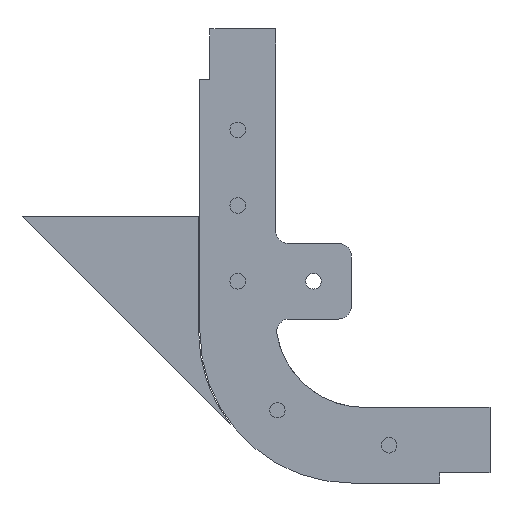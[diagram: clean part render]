
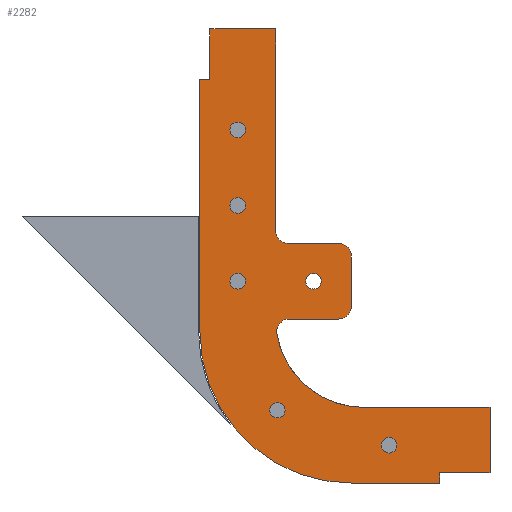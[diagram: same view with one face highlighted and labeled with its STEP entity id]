
A CAD part, front view. The second image highlights one B-rep face of the part: STEP entity #2282.
In plain terms, the highlighted planar face has unit normal (0, -1, 0).
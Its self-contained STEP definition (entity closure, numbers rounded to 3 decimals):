
#156=FACE_BOUND('',#333,.T.);
#157=FACE_BOUND('',#334,.T.);
#158=FACE_BOUND('',#335,.T.);
#159=FACE_BOUND('',#336,.T.);
#160=FACE_BOUND('',#337,.T.);
#161=FACE_BOUND('',#338,.T.);
#181=FACE_OUTER_BOUND('',#332,.T.);
#332=EDGE_LOOP('',(#1611,#1612,#1613,#1614,#1615,#1616,#1617,#1618,#1619,
#1620,#1621,#1622,#1623,#1624,#1625,#1626,#1627,#1628,#1629));
#333=EDGE_LOOP('',(#1630));
#334=EDGE_LOOP('',(#1631));
#335=EDGE_LOOP('',(#1632));
#336=EDGE_LOOP('',(#1633));
#337=EDGE_LOOP('',(#1634));
#338=EDGE_LOOP('',(#1635));
#484=CIRCLE('',#2453,60.);
#489=CIRCLE('',#2465,35.);
#490=CIRCLE('',#2466,5.);
#491=CIRCLE('',#2467,5.);
#492=CIRCLE('',#2468,5.);
#493=CIRCLE('',#2469,5.);
#494=CIRCLE('',#2470,3.1);
#495=CIRCLE('',#2471,3.05);
#496=CIRCLE('',#2472,3.1);
#497=CIRCLE('',#2473,3.1);
#498=CIRCLE('',#2474,3.1);
#499=CIRCLE('',#2475,3.1);
#590=LINE('',#3528,#797);
#597=LINE('',#3547,#804);
#599=LINE('',#3551,#806);
#601=LINE('',#3557,#808);
#603=LINE('',#3561,#810);
#606=LINE('',#3569,#813);
#608=LINE('',#3573,#815);
#610=LINE('',#3577,#817);
#612=LINE('',#3583,#819);
#618=LINE('',#3597,#825);
#619=LINE('',#3608,#826);
#620=LINE('',#3612,#827);
#621=LINE('',#3616,#828);
#797=VECTOR('',#2744,10.);
#804=VECTOR('',#2759,10.);
#806=VECTOR('',#2763,10.);
#808=VECTOR('',#2769,10.);
#810=VECTOR('',#2773,10.);
#813=VECTOR('',#2782,10.);
#815=VECTOR('',#2786,10.);
#817=VECTOR('',#2790,10.);
#819=VECTOR('',#2796,10.);
#825=VECTOR('',#2806,10.);
#826=VECTOR('',#2819,10.);
#827=VECTOR('',#2822,10.);
#828=VECTOR('',#2825,10.);
#1005=VERTEX_POINT('',#3525);
#1006=VERTEX_POINT('',#3527);
#1014=VERTEX_POINT('',#3545);
#1015=VERTEX_POINT('',#3549);
#1017=VERTEX_POINT('',#3555);
#1018=VERTEX_POINT('',#3559);
#1019=VERTEX_POINT('',#3563);
#1020=VERTEX_POINT('',#3567);
#1021=VERTEX_POINT('',#3571);
#1022=VERTEX_POINT('',#3575);
#1024=VERTEX_POINT('',#3581);
#1030=VERTEX_POINT('',#3595);
#1032=VERTEX_POINT('',#3603);
#1033=VERTEX_POINT('',#3605);
#1034=VERTEX_POINT('',#3607);
#1035=VERTEX_POINT('',#3609);
#1036=VERTEX_POINT('',#3611);
#1037=VERTEX_POINT('',#3613);
#1038=VERTEX_POINT('',#3615);
#1039=VERTEX_POINT('',#3618);
#1040=VERTEX_POINT('',#3620);
#1041=VERTEX_POINT('',#3622);
#1042=VERTEX_POINT('',#3624);
#1043=VERTEX_POINT('',#3626);
#1044=VERTEX_POINT('',#3628);
#1206=EDGE_CURVE('',#1006,#1005,#590,.T.);
#1216=EDGE_CURVE('',#1005,#1014,#597,.T.);
#1218=EDGE_CURVE('',#1014,#1015,#599,.T.);
#1221=EDGE_CURVE('',#1015,#1017,#601,.T.);
#1223=EDGE_CURVE('',#1017,#1018,#603,.T.);
#1225=EDGE_CURVE('',#1018,#1019,#484,.T.);
#1227=EDGE_CURVE('',#1019,#1020,#606,.T.);
#1229=EDGE_CURVE('',#1020,#1021,#608,.T.);
#1231=EDGE_CURVE('',#1021,#1022,#610,.T.);
#1234=EDGE_CURVE('',#1022,#1024,#612,.T.);
#1241=EDGE_CURVE('',#1024,#1030,#618,.T.);
#1244=EDGE_CURVE('',#1030,#1032,#489,.T.);
#1245=EDGE_CURVE('',#1033,#1032,#490,.T.);
#1246=EDGE_CURVE('',#1033,#1034,#619,.T.);
#1247=EDGE_CURVE('',#1035,#1034,#491,.T.);
#1248=EDGE_CURVE('',#1035,#1036,#620,.T.);
#1249=EDGE_CURVE('',#1037,#1036,#492,.T.);
#1250=EDGE_CURVE('',#1037,#1038,#621,.T.);
#1251=EDGE_CURVE('',#1006,#1038,#493,.T.);
#1252=EDGE_CURVE('',#1039,#1039,#494,.T.);
#1253=EDGE_CURVE('',#1040,#1040,#495,.T.);
#1254=EDGE_CURVE('',#1041,#1041,#496,.T.);
#1255=EDGE_CURVE('',#1042,#1042,#497,.T.);
#1256=EDGE_CURVE('',#1043,#1043,#498,.T.);
#1257=EDGE_CURVE('',#1044,#1044,#499,.T.);
#1611=ORIENTED_EDGE('',*,*,#1221,.T.);
#1612=ORIENTED_EDGE('',*,*,#1223,.T.);
#1613=ORIENTED_EDGE('',*,*,#1225,.T.);
#1614=ORIENTED_EDGE('',*,*,#1227,.T.);
#1615=ORIENTED_EDGE('',*,*,#1229,.T.);
#1616=ORIENTED_EDGE('',*,*,#1231,.T.);
#1617=ORIENTED_EDGE('',*,*,#1234,.T.);
#1618=ORIENTED_EDGE('',*,*,#1241,.T.);
#1619=ORIENTED_EDGE('',*,*,#1244,.T.);
#1620=ORIENTED_EDGE('',*,*,#1245,.F.);
#1621=ORIENTED_EDGE('',*,*,#1246,.T.);
#1622=ORIENTED_EDGE('',*,*,#1247,.F.);
#1623=ORIENTED_EDGE('',*,*,#1248,.T.);
#1624=ORIENTED_EDGE('',*,*,#1249,.F.);
#1625=ORIENTED_EDGE('',*,*,#1250,.T.);
#1626=ORIENTED_EDGE('',*,*,#1251,.F.);
#1627=ORIENTED_EDGE('',*,*,#1206,.T.);
#1628=ORIENTED_EDGE('',*,*,#1216,.T.);
#1629=ORIENTED_EDGE('',*,*,#1218,.T.);
#1630=ORIENTED_EDGE('',*,*,#1252,.T.);
#1631=ORIENTED_EDGE('',*,*,#1253,.T.);
#1632=ORIENTED_EDGE('',*,*,#1254,.T.);
#1633=ORIENTED_EDGE('',*,*,#1255,.T.);
#1634=ORIENTED_EDGE('',*,*,#1256,.T.);
#1635=ORIENTED_EDGE('',*,*,#1257,.T.);
#2233=PLANE('',#2464);
#2282=ADVANCED_FACE('',(#181,#156,#157,#158,#159,#160,#161),#2233,.F.);
#2453=AXIS2_PLACEMENT_3D('',#3565,#2777,#2778);
#2464=AXIS2_PLACEMENT_3D('',#3602,#2813,#2814);
#2465=AXIS2_PLACEMENT_3D('',#3604,#2815,#2816);
#2466=AXIS2_PLACEMENT_3D('',#3606,#2817,#2818);
#2467=AXIS2_PLACEMENT_3D('',#3610,#2820,#2821);
#2468=AXIS2_PLACEMENT_3D('',#3614,#2823,#2824);
#2469=AXIS2_PLACEMENT_3D('',#3617,#2826,#2827);
#2470=AXIS2_PLACEMENT_3D('',#3619,#2828,#2829);
#2471=AXIS2_PLACEMENT_3D('',#3621,#2830,#2831);
#2472=AXIS2_PLACEMENT_3D('',#3623,#2832,#2833);
#2473=AXIS2_PLACEMENT_3D('',#3625,#2834,#2835);
#2474=AXIS2_PLACEMENT_3D('',#3627,#2836,#2837);
#2475=AXIS2_PLACEMENT_3D('',#3629,#2838,#2839);
#2744=DIRECTION('',(0.,0.,1.));
#2759=DIRECTION('',(-1.,0.,0.));
#2763=DIRECTION('',(0.,0.,-1.));
#2769=DIRECTION('',(-1.,0.,0.));
#2773=DIRECTION('',(0.,0.,-1.));
#2777=DIRECTION('center_axis',(0.,-1.,0.));
#2778=DIRECTION('ref_axis',(0.,0.,-1.));
#2782=DIRECTION('',(1.,0.,0.));
#2786=DIRECTION('',(0.,0.,1.));
#2790=DIRECTION('',(1.,0.,0.));
#2796=DIRECTION('',(0.,0.,1.));
#2806=DIRECTION('',(-1.,0.,0.));
#2813=DIRECTION('center_axis',(0.,1.,0.));
#2814=DIRECTION('ref_axis',(0.,0.,1.));
#2815=DIRECTION('center_axis',(0.,1.,0.));
#2816=DIRECTION('ref_axis',(0.,0.,1.));
#2817=DIRECTION('center_axis',(0.,-1.,0.));
#2818=DIRECTION('ref_axis',(-0.764,0.,0.645));
#2819=DIRECTION('',(1.,0.,0.));
#2820=DIRECTION('center_axis',(0.,1.,0.));
#2821=DIRECTION('ref_axis',(0.707,0.,-0.707));
#2822=DIRECTION('',(0.,0.,1.));
#2823=DIRECTION('center_axis',(0.,1.,0.));
#2824=DIRECTION('ref_axis',(0.707,0.,0.707));
#2825=DIRECTION('',(-1.,0.,0.));
#2826=DIRECTION('center_axis',(0.,-1.,0.));
#2827=DIRECTION('ref_axis',(-0.707,0.,-0.707));
#2828=DIRECTION('center_axis',(0.,1.,0.));
#2829=DIRECTION('ref_axis',(1.,0.,0.));
#2830=DIRECTION('center_axis',(0.,1.,0.));
#2831=DIRECTION('ref_axis',(1.,0.,0.));
#2832=DIRECTION('center_axis',(0.,1.,0.));
#2833=DIRECTION('ref_axis',(1.,0.,0.));
#2834=DIRECTION('center_axis',(0.,1.,0.));
#2835=DIRECTION('ref_axis',(1.,0.,0.));
#2836=DIRECTION('center_axis',(0.,1.,0.));
#2837=DIRECTION('ref_axis',(1.,0.,0.));
#2838=DIRECTION('center_axis',(0.,1.,0.));
#2839=DIRECTION('ref_axis',(1.,0.,0.));
#3525=CARTESIAN_POINT('',(-27.5,-75.,90.));
#3527=CARTESIAN_POINT('',(-27.5,-75.,10.));
#3528=CARTESIAN_POINT('',(-27.5,-75.,90.));
#3545=CARTESIAN_POINT('',(-53.5,-75.,90.));
#3547=CARTESIAN_POINT('',(-57.5,-75.,90.));
#3549=CARTESIAN_POINT('',(-53.5,-75.,70.));
#3551=CARTESIAN_POINT('',(-53.5,-75.,18.75));
#3555=CARTESIAN_POINT('',(-57.5,-75.,70.));
#3557=CARTESIAN_POINT('',(-33.75,-75.,70.));
#3559=CARTESIAN_POINT('',(-57.5,-75.,-30.));
#3561=CARTESIAN_POINT('',(-57.5,-75.,-90.));
#3563=CARTESIAN_POINT('',(2.5,-75.,-90.));
#3565=CARTESIAN_POINT('Origin',(2.5,-75.,-30.));
#3567=CARTESIAN_POINT('',(37.5,-75.,-90.));
#3569=CARTESIAN_POINT('',(57.5,-75.,-90.));
#3571=CARTESIAN_POINT('',(37.5,-75.,-86.));
#3573=CARTESIAN_POINT('',(37.5,-75.,-66.25));
#3575=CARTESIAN_POINT('',(57.5,-75.,-86.));
#3577=CARTESIAN_POINT('',(18.75,-75.,-86.));
#3581=CARTESIAN_POINT('',(57.5,-75.,-60.));
#3583=CARTESIAN_POINT('',(57.5,-75.,-60.));
#3595=CARTESIAN_POINT('',(7.5,-75.,-60.));
#3597=CARTESIAN_POINT('',(-27.5,-75.,-60.));
#3602=CARTESIAN_POINT('Origin',(-10.,-75.,-42.5));
#3603=CARTESIAN_POINT('',(-27.01,-75.,-30.833));
#3604=CARTESIAN_POINT('Origin',(7.5,-75.,-25.));
#3605=CARTESIAN_POINT('',(-22.08,-75.,-25.));
#3606=CARTESIAN_POINT('Origin',(-22.08,-75.,-30.));
#3607=CARTESIAN_POINT('',(-2.5,-75.,-25.));
#3608=CARTESIAN_POINT('',(2.5,-75.,-25.));
#3609=CARTESIAN_POINT('',(2.5,-75.,-20.));
#3610=CARTESIAN_POINT('Origin',(-2.5,-75.,-20.));
#3611=CARTESIAN_POINT('',(2.5,-75.,0.));
#3612=CARTESIAN_POINT('',(2.5,-75.,5.));
#3613=CARTESIAN_POINT('',(-2.5,-75.,5.));
#3614=CARTESIAN_POINT('Origin',(-2.5,-75.,0.));
#3615=CARTESIAN_POINT('',(-22.5,-75.,5.));
#3616=CARTESIAN_POINT('',(-27.5,-75.,5.));
#3617=CARTESIAN_POINT('Origin',(-22.5,-75.,10.));
#3618=CARTESIAN_POINT('',(-45.6,-75.,50.));
#3619=CARTESIAN_POINT('Origin',(-42.5,-75.,50.));
#3620=CARTESIAN_POINT('',(-29.823,-75.,-61.142));
#3621=CARTESIAN_POINT('Origin',(-26.773,-75.,-61.142));
#3622=CARTESIAN_POINT('',(-45.6,-75.,-10.));
#3623=CARTESIAN_POINT('Origin',(-42.5,-75.,-10.));
#3624=CARTESIAN_POINT('',(-45.6,-75.,20.));
#3625=CARTESIAN_POINT('Origin',(-42.5,-75.,20.));
#3626=CARTESIAN_POINT('',(14.4,-75.,-75.));
#3627=CARTESIAN_POINT('Origin',(17.5,-75.,-75.));
#3628=CARTESIAN_POINT('',(-15.6,-75.,-10.));
#3629=CARTESIAN_POINT('Origin',(-12.5,-75.,-10.));
